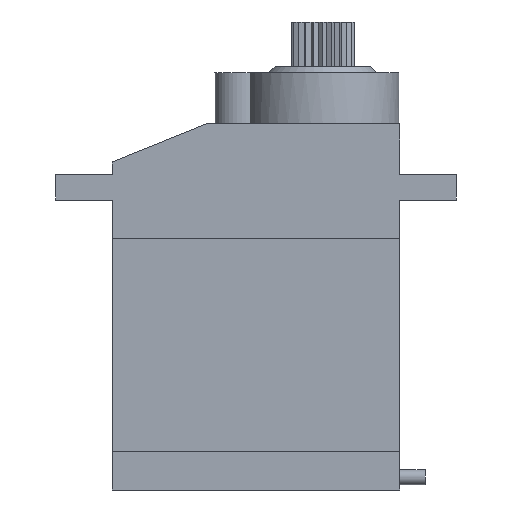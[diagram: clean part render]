
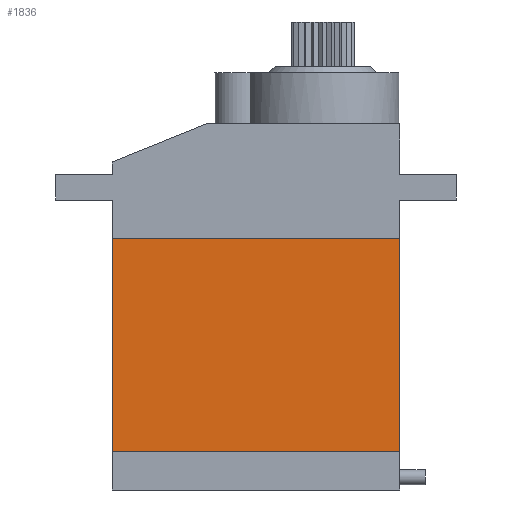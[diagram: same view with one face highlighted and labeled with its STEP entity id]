
A CAD part, left-side view. The second image highlights one B-rep face of the part: STEP entity #1836.
In plain terms, the highlighted planar face has unit normal (-1, 0, 0).
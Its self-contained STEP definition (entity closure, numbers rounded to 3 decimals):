
#86=FACE_OUTER_BOUND('',#189,.T.);
#189=EDGE_LOOP('',(#1224,#1225,#1226,#1227));
#296=LINE('',#2616,#535);
#301=LINE('',#2626,#540);
#302=LINE('',#2629,#541);
#303=LINE('',#2630,#542);
#535=VECTOR('',#2108,10.);
#540=VECTOR('',#2117,10.);
#541=VECTOR('',#2120,10.);
#542=VECTOR('',#2121,10.);
#771=VERTEX_POINT('',#2609);
#774=VERTEX_POINT('',#2614);
#777=VERTEX_POINT('',#2624);
#778=VERTEX_POINT('',#2628);
#950=EDGE_CURVE('',#774,#771,#296,.T.);
#955=EDGE_CURVE('',#771,#777,#301,.T.);
#956=EDGE_CURVE('',#777,#778,#302,.T.);
#957=EDGE_CURVE('',#774,#778,#303,.T.);
#1224=ORIENTED_EDGE('',*,*,#956,.F.);
#1225=ORIENTED_EDGE('',*,*,#955,.F.);
#1226=ORIENTED_EDGE('',*,*,#950,.F.);
#1227=ORIENTED_EDGE('',*,*,#957,.T.);
#1745=PLANE('',#1970);
#1836=ADVANCED_FACE('',(#86),#1745,.T.);
#1970=AXIS2_PLACEMENT_3D('',#2627,#2118,#2119);
#2108=DIRECTION('',(0.,-1.,0.));
#2117=DIRECTION('',(0.,0.,-1.));
#2118=DIRECTION('center_axis',(-1.,0.,0.));
#2119=DIRECTION('ref_axis',(0.,1.,0.));
#2120=DIRECTION('',(0.,1.,0.));
#2121=DIRECTION('',(0.,0.,-1.));
#2609=CARTESIAN_POINT('',(-6.,-6.05,-3.));
#2614=CARTESIAN_POINT('',(-6.,16.55,-3.));
#2616=CARTESIAN_POINT('',(-6.,-0.4,-3.));
#2624=CARTESIAN_POINT('',(-6.,-6.05,-19.8));
#2626=CARTESIAN_POINT('',(-6.,-6.05,0.));
#2627=CARTESIAN_POINT('Origin',(-6.,-6.05,0.));
#2628=CARTESIAN_POINT('',(-6.,16.55,-19.8));
#2629=CARTESIAN_POINT('',(-6.,-0.4,-19.8));
#2630=CARTESIAN_POINT('',(-6.,16.55,0.));
